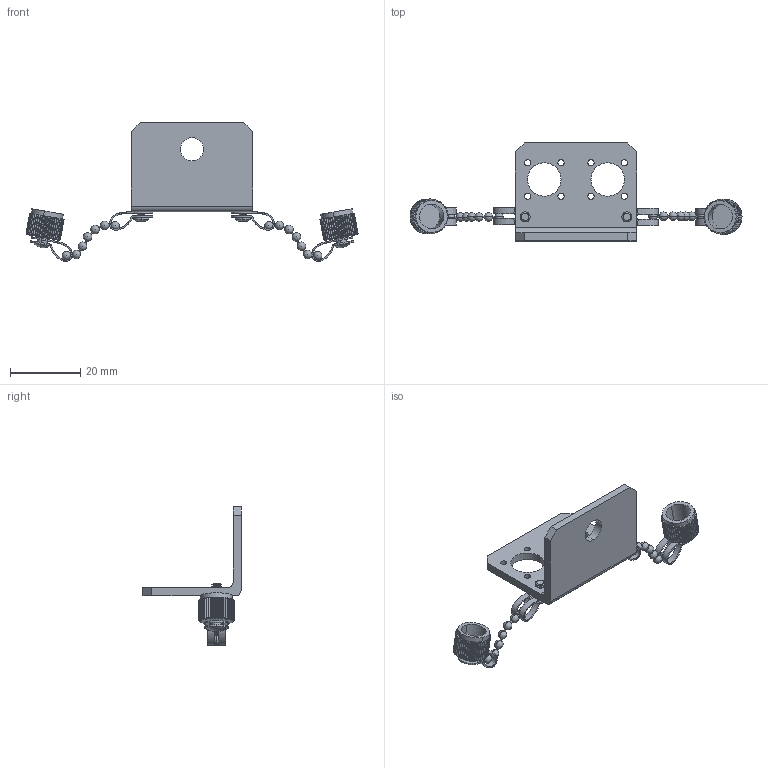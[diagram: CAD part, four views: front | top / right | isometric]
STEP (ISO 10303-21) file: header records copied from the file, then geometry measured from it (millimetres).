
FILE_DESCRIPTION (( 'STEP AP214' ), '1' );
FILE_NAME ('TTN004639-E0W.STEP', '2012-12-03T21:58:15', ( 'Admin' ), ( '' ), 'SwSTEP 2.0', 'SolidWorks 2011', '' );
FILE_SCHEMA (( 'AUTOMOTIVE_DESIGN' ));
Length unit declared in the file: inch
Products named in the file (1): TTN004639-E0W
Bounding box: 94.54 x 27.94 x 39.54 mm (x, y, z)
Volume: 4504 mm3; surface area: 6523.2 mm2
Topology: 11 solids, 11 shells, 1029 faces, 2810 edges, 1800 vertices
Faces by surface type: plane 529, cylinder 260, bspline 136, cone 64, sphere 32, torus 8
Entity records: 52019 total; most frequent: CARTESIAN_POINT 13456, ORIENTED_EDGE 5468, DIRECTION 4854, EDGE_CURVE 2734, VERTEX_POINT 1756, AXIS2_PLACEMENT_3D 1658, VECTOR 1538, LINE 1538
